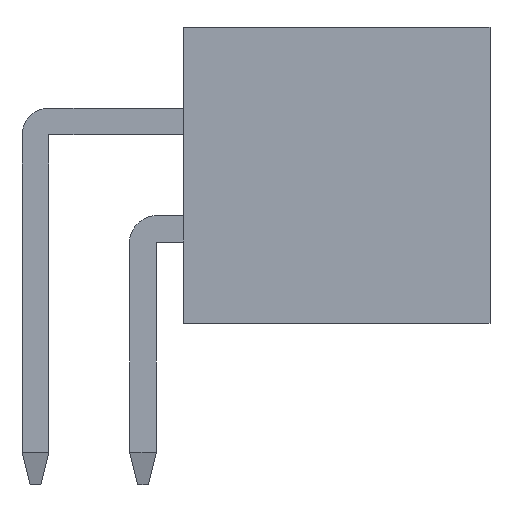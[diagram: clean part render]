
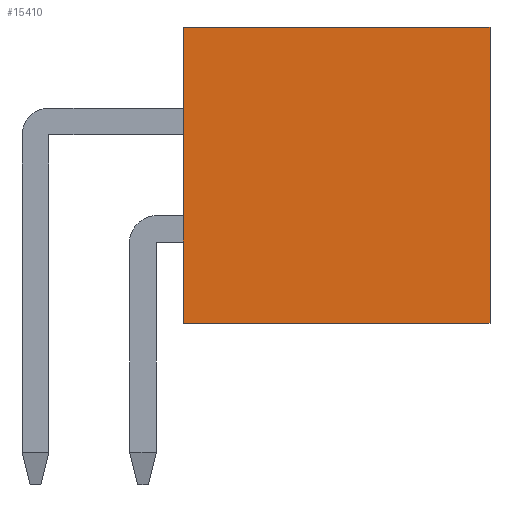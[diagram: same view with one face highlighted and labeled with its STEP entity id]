
A CAD part, front view. The second image highlights one B-rep face of the part: STEP entity #15410.
In plain terms, the highlighted face is planar.
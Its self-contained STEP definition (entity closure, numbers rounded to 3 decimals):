
#909=ORIENTED_EDGE('',*,*,#3778,.F.);
#910=ORIENTED_EDGE('',*,*,#3779,.F.);
#911=ORIENTED_EDGE('',*,*,#3780,.T.);
#912=ORIENTED_EDGE('',*,*,#3781,.T.);
#3778=EDGE_CURVE('',#5180,#5181,#6290,.T.);
#3779=EDGE_CURVE('',#5182,#5180,#6291,.T.);
#3780=EDGE_CURVE('',#5182,#5183,#6292,.T.);
#3781=EDGE_CURVE('',#5183,#5181,#6293,.T.);
#5180=VERTEX_POINT('',#20643);
#5181=VERTEX_POINT('',#20644);
#5182=VERTEX_POINT('',#20646);
#5183=VERTEX_POINT('',#20648);
#6290=LINE('',#20642,#7806);
#6291=LINE('',#20645,#7807);
#6292=LINE('',#20647,#7808);
#6293=LINE('',#20649,#7809);
#7806=VECTOR('',#17506,1000.);
#7807=VECTOR('',#17507,1000.);
#7808=VECTOR('',#17508,1000.);
#7809=VECTOR('',#17509,1000.);
#8936=EDGE_LOOP('',(#909,#910,#911,#912));
#9620=FACE_BOUND('',#8936,.T.);
#10284=PLANE('',#16060);
#15410=ADVANCED_FACE('',(#9620),#10284,.T.);
#16060=AXIS2_PLACEMENT_3D('',#20641,#17504,#17505);
#17504=DIRECTION('',(1.,0.,0.));
#17505=DIRECTION('',(0.,0.,-1.));
#17506=DIRECTION('',(0.,0.,-1.));
#17507=DIRECTION('',(0.,1.,0.));
#17508=DIRECTION('',(0.,0.,-1.));
#17509=DIRECTION('',(0.,1.,0.));
#20641=CARTESIAN_POINT('',(13.625,-2.75,2.85));
#20642=CARTESIAN_POINT('',(13.625,2.75,2.85));
#20643=CARTESIAN_POINT('',(13.625,2.75,2.85));
#20644=CARTESIAN_POINT('',(13.625,2.75,-2.85));
#20645=CARTESIAN_POINT('',(13.625,-2.75,2.85));
#20646=CARTESIAN_POINT('',(13.625,-2.75,2.85));
#20647=CARTESIAN_POINT('',(13.625,-2.75,2.85));
#20648=CARTESIAN_POINT('',(13.625,-2.75,-2.85));
#20649=CARTESIAN_POINT('',(13.625,-2.75,-2.85));
